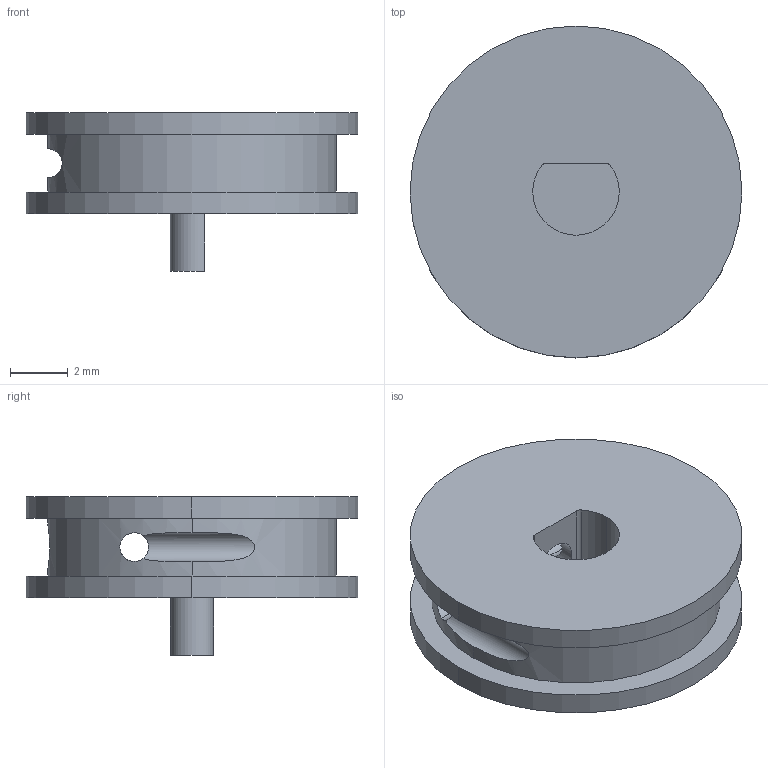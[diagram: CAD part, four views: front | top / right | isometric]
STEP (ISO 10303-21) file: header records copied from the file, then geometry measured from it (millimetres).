
FILE_DESCRIPTION (( 'STEP AP203' ), '1' );
FILE_NAME ('绕线盘.STEP', '2024-04-27T08:06:36', ( '' ), ( '' ), 'SwSTEP 2.0', 'SolidWorks 2021', '' );
FILE_SCHEMA (( 'CONFIG_CONTROL_DESIGN' ));
Length unit declared in the file: millimetre
Products named in the file (1): 绕线盘
Bounding box: 11.5 x 11.5 x 5.5 mm (x, y, z)
Volume: 285.2 mm3; surface area: 445.2 mm2
Topology: 1 solids, 1 shells, 28 faces, 70 edges, 46 vertices
Faces by surface type: cylinder 19, plane 8, cone 1
Entity records: 1084 total; most frequent: CARTESIAN_POINT 327, ORIENTED_EDGE 140, DIRECTION 140, EDGE_CURVE 70, AXIS2_PLACEMENT_3D 57, VERTEX_POINT 46, EDGE_LOOP 36, CIRCLE 28
